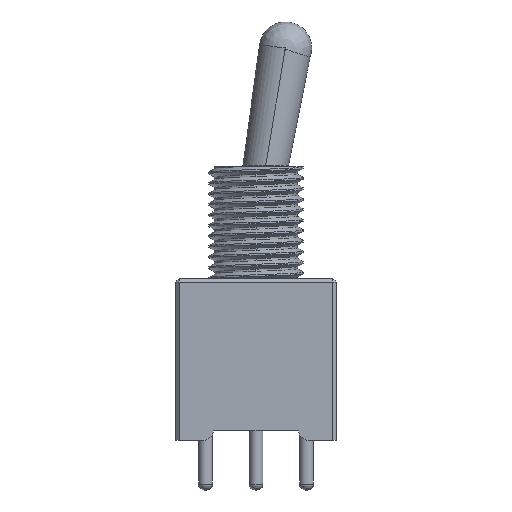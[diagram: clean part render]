
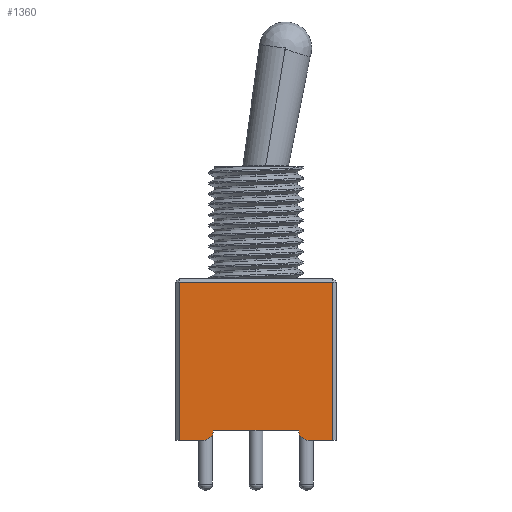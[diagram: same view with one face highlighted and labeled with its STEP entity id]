
A CAD part, front view. The second image highlights one B-rep face of the part: STEP entity #1360.
In plain terms, the highlighted planar face has unit normal (0, -1, 0).
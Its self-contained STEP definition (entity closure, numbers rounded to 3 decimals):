
#66=PLANE('',#1476);
#139=FACE_OUTER_BOUND('',#219,.T.);
#219=EDGE_LOOP('',(#1053,#1054,#1055,#1056,#1057,#1058,#1059,#1060));
#282=CIRCLE('',#1460,0.5);
#288=CIRCLE('',#1474,0.5);
#389=LINE('',#2778,#489);
#404=LINE('',#2817,#504);
#411=LINE('',#2835,#511);
#412=LINE('',#2837,#512);
#413=LINE('',#2838,#513);
#414=LINE('',#2839,#514);
#489=VECTOR('',#1662,10.);
#504=VECTOR('',#1695,10.);
#511=VECTOR('',#1712,10.);
#512=VECTOR('',#1713,10.);
#513=VECTOR('',#1714,10.);
#514=VECTOR('',#1715,10.);
#613=VERTEX_POINT('',#2753);
#614=VERTEX_POINT('',#2754);
#624=VERTEX_POINT('',#2776);
#638=VERTEX_POINT('',#2814);
#639=VERTEX_POINT('',#2816);
#643=VERTEX_POINT('',#2828);
#645=VERTEX_POINT('',#2834);
#646=VERTEX_POINT('',#2836);
#766=EDGE_CURVE('',#613,#614,#282,.T.);
#778=EDGE_CURVE('',#624,#613,#389,.T.);
#797=EDGE_CURVE('',#638,#639,#404,.T.);
#803=EDGE_CURVE('',#643,#638,#288,.T.);
#806=EDGE_CURVE('',#645,#624,#411,.T.);
#807=EDGE_CURVE('',#646,#645,#412,.T.);
#808=EDGE_CURVE('',#639,#646,#413,.T.);
#809=EDGE_CURVE('',#643,#614,#414,.T.);
#1053=ORIENTED_EDGE('',*,*,#766,.F.);
#1054=ORIENTED_EDGE('',*,*,#778,.F.);
#1055=ORIENTED_EDGE('',*,*,#806,.F.);
#1056=ORIENTED_EDGE('',*,*,#807,.F.);
#1057=ORIENTED_EDGE('',*,*,#808,.F.);
#1058=ORIENTED_EDGE('',*,*,#797,.F.);
#1059=ORIENTED_EDGE('',*,*,#803,.F.);
#1060=ORIENTED_EDGE('',*,*,#809,.T.);
#1360=ADVANCED_FACE('',(#139),#66,.F.);
#1460=AXIS2_PLACEMENT_3D('',#2755,#1646,#1647);
#1474=AXIS2_PLACEMENT_3D('',#2829,#1705,#1706);
#1476=AXIS2_PLACEMENT_3D('',#2833,#1710,#1711);
#1646=DIRECTION('center_axis',(0.,1.,0.));
#1647=DIRECTION('ref_axis',(-0.707,0.,-0.707));
#1662=DIRECTION('',(-1.,0.,0.));
#1695=DIRECTION('',(-1.,0.,0.));
#1705=DIRECTION('center_axis',(0.,1.,0.));
#1706=DIRECTION('ref_axis',(0.707,0.,-0.707));
#1710=DIRECTION('center_axis',(0.,1.,0.));
#1711=DIRECTION('ref_axis',(0.,0.,-1.));
#1712=DIRECTION('',(0.,0.,-1.));
#1713=DIRECTION('',(1.,0.,0.));
#1714=DIRECTION('',(0.,0.,1.));
#1715=DIRECTION('',(1.,0.,0.));
#2753=CARTESIAN_POINT('',(-7.214,0.,-6.186));
#2754=CARTESIAN_POINT('',(-7.714,0.,-5.686));
#2755=CARTESIAN_POINT('Origin',(-7.214,0.,-5.686));
#2776=CARTESIAN_POINT('',(-6.,0.,-6.186));
#2778=CARTESIAN_POINT('',(-5.8,0.,-6.186));
#2814=CARTESIAN_POINT('',(-12.486,0.,-6.186));
#2816=CARTESIAN_POINT('',(-13.7,0.,-6.186));
#2817=CARTESIAN_POINT('',(-5.8,0.,-6.186));
#2828=CARTESIAN_POINT('',(-11.986,0.,-5.686));
#2829=CARTESIAN_POINT('Origin',(-12.486,0.,-5.686));
#2833=CARTESIAN_POINT('Origin',(-9.85,0.,-2.111));
#2834=CARTESIAN_POINT('',(-6.,0.,1.764));
#2835=CARTESIAN_POINT('',(-6.,0.,-0.073));
#2836=CARTESIAN_POINT('',(-13.7,0.,1.764));
#2837=CARTESIAN_POINT('',(-11.875,0.,1.764));
#2838=CARTESIAN_POINT('',(-13.7,0.,-4.148));
#2839=CARTESIAN_POINT('',(-9.85,0.,-5.686));
